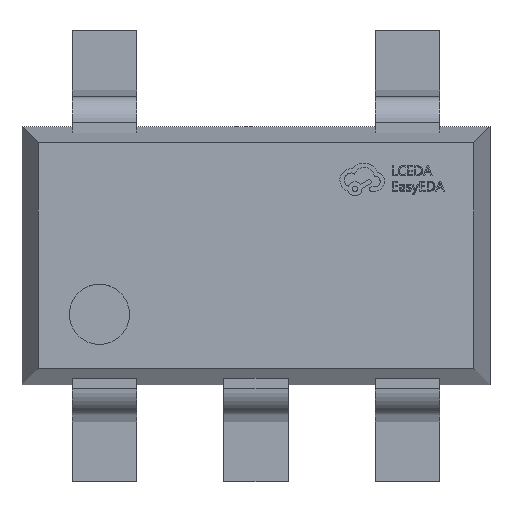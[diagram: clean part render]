
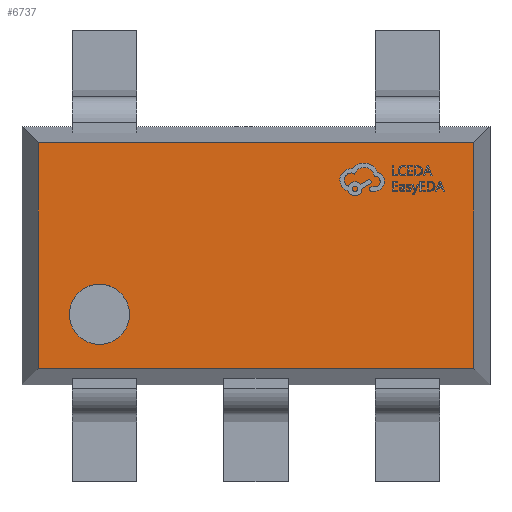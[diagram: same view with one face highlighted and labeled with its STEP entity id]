
A CAD part, top view. The second image highlights one B-rep face of the part: STEP entity #6737.
In plain terms, the highlighted planar face has unit normal (0, 0, 1).
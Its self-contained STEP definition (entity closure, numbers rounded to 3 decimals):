
#375=FACE_BOUND('',#1063,.T.);
#400=PLANE('',#7172);
#670=FACE_OUTER_BOUND('',#1062,.T.);
#1062=EDGE_LOOP('',(#4537,#4538,#4539,#4540));
#1063=EDGE_LOOP('',(#4541));
#1479=LINE('',#9074,#2202);
#1480=LINE('',#9076,#2203);
#1481=LINE('',#9078,#2204);
#1482=LINE('',#9079,#2205);
#2202=VECTOR('',#7573,1.);
#2203=VECTOR('',#7574,1.);
#2204=VECTOR('',#7575,1.);
#2205=VECTOR('',#7576,1.);
#2925=CIRCLE('',#7171,0.187);
#2947=VERTEX_POINT('',#9068);
#2948=VERTEX_POINT('',#9072);
#2949=VERTEX_POINT('',#9073);
#2950=VERTEX_POINT('',#9075);
#2951=VERTEX_POINT('',#9077);
#3566=EDGE_CURVE('',#2947,#2947,#2925,.T.);
#3567=EDGE_CURVE('',#2948,#2949,#1479,.T.);
#3568=EDGE_CURVE('',#2949,#2950,#1480,.T.);
#3569=EDGE_CURVE('',#2950,#2951,#1481,.T.);
#3570=EDGE_CURVE('',#2951,#2948,#1482,.T.);
#4537=ORIENTED_EDGE('',*,*,#3567,.T.);
#4538=ORIENTED_EDGE('',*,*,#3568,.T.);
#4539=ORIENTED_EDGE('',*,*,#3569,.T.);
#4540=ORIENTED_EDGE('',*,*,#3570,.T.);
#4541=ORIENTED_EDGE('',*,*,#3566,.F.);
#6737=ADVANCED_FACE('',(#670,#375),#400,.T.);
#7171=AXIS2_PLACEMENT_3D('',#9070,#7569,#7570);
#7172=AXIS2_PLACEMENT_3D('',#9071,#7571,#7572);
#7569=DIRECTION('center_axis',(0.,0.,1.));
#7570=DIRECTION('ref_axis',(1.,0.,0.));
#7571=DIRECTION('center_axis',(0.,0.,1.));
#7572=DIRECTION('ref_axis',(1.,0.,0.));
#7573=DIRECTION('',(0.,-1.,0.));
#7574=DIRECTION('',(1.,0.,0.));
#7575=DIRECTION('',(0.,1.,0.));
#7576=DIRECTION('',(-1.,0.,0.));
#9068=CARTESIAN_POINT('',(-1.157,-0.363,1.2));
#9070=CARTESIAN_POINT('Origin',(-0.97,-0.363,1.2));
#9071=CARTESIAN_POINT('Origin',(0.,0.,1.2));
#9072=CARTESIAN_POINT('',(-1.35,0.7,1.2));
#9073=CARTESIAN_POINT('',(-1.35,-0.7,1.2));
#9074=CARTESIAN_POINT('',(-1.35,-0.8,1.2));
#9075=CARTESIAN_POINT('',(1.35,-0.7,1.2));
#9076=CARTESIAN_POINT('',(1.45,-0.7,1.2));
#9077=CARTESIAN_POINT('',(1.35,0.7,1.2));
#9078=CARTESIAN_POINT('',(1.35,0.8,1.2));
#9079=CARTESIAN_POINT('',(-1.45,0.7,1.2));
